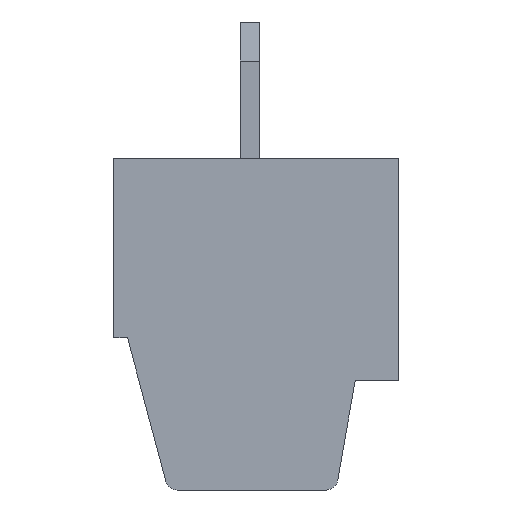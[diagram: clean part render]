
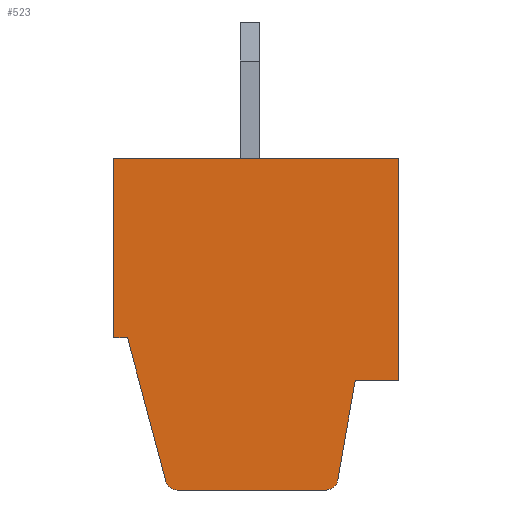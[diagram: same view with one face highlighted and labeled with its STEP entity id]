
A CAD part, left-side view. The second image highlights one B-rep face of the part: STEP entity #523.
In plain terms, the highlighted planar face has unit normal (-1, 0, 0).
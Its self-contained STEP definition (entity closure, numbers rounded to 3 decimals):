
#523 = ADVANCED_FACE( '', ( #1342 ), #1343, .T. );
#1342 = FACE_OUTER_BOUND( '', #2529, .T. );
#1343 = PLANE( '', #2530 );
#2529 = EDGE_LOOP( '', ( #4061, #4062, #4063, #4064, #4065, #4066, #4067, #4068, #4069, #4070 ) );
#2530 = AXIS2_PLACEMENT_3D( '', #4071, #4072, #4073 );
#4061 = ORIENTED_EDGE( '', *, *, #6738, .T. );
#4062 = ORIENTED_EDGE( '', *, *, #6492, .T. );
#4063 = ORIENTED_EDGE( '', *, *, #6739, .T. );
#4064 = ORIENTED_EDGE( '', *, *, #6740, .T. );
#4065 = ORIENTED_EDGE( '', *, *, #6741, .T. );
#4066 = ORIENTED_EDGE( '', *, *, #6482, .T. );
#4067 = ORIENTED_EDGE( '', *, *, #6742, .T. );
#4068 = ORIENTED_EDGE( '', *, *, #6743, .T. );
#4069 = ORIENTED_EDGE( '', *, *, #6744, .T. );
#4070 = ORIENTED_EDGE( '', *, *, #6745, .T. );
#4071 = CARTESIAN_POINT( '', ( 165.647, 244.734, -4.2 ) );
#4072 = DIRECTION( '', ( -1., 0., 0. ) );
#4073 = DIRECTION( '', ( 0., -1., 0. ) );
#6482 = EDGE_CURVE( '', #7663, #7665, #7667, .T. );
#6492 = EDGE_CURVE( '', #7679, #7681, #7683, .T. );
#6738 = EDGE_CURVE( '', #8098, #7679, #8099, .T. );
#6739 = EDGE_CURVE( '', #7681, #8100, #8101, .T. );
#6740 = EDGE_CURVE( '', #8100, #8102, #8103, .T. );
#6741 = EDGE_CURVE( '', #8102, #7663, #8104, .T. );
#6742 = EDGE_CURVE( '', #7665, #8105, #8106, .T. );
#6743 = EDGE_CURVE( '', #8105, #8107, #8108, .T. );
#6744 = EDGE_CURVE( '', #8107, #8109, #8110, .T. );
#6745 = EDGE_CURVE( '', #8109, #8098, #8111, .T. );
#7663 = VERTEX_POINT( '', #9355 );
#7665 = VERTEX_POINT( '', #9358 );
#7667 = LINE( '', #9361, #9362 );
#7679 = VERTEX_POINT( '', #9375 );
#7681 = VERTEX_POINT( '', #9378 );
#7683 = CIRCLE( '', #9381, 0.3 );
#8098 = VERTEX_POINT( '', #9946 );
#8099 = LINE( '', #9947, #9948 );
#8100 = VERTEX_POINT( '', #9949 );
#8101 = LINE( '', #9950, #9951 );
#8102 = VERTEX_POINT( '', #9952 );
#8103 = CIRCLE( '', #9953, 0.3 );
#8104 = LINE( '', #9954, #9955 );
#8105 = VERTEX_POINT( '', #9956 );
#8106 = LINE( '', #9957, #9958 );
#8107 = VERTEX_POINT( '', #9959 );
#8108 = LINE( '', #9960, #9961 );
#8109 = VERTEX_POINT( '', #9962 );
#8110 = LINE( '', #9963, #9964 );
#8111 = LINE( '', #9965, #9966 );
#9355 = CARTESIAN_POINT( '', ( 165.647, 238.541, -5.7 ) );
#9358 = CARTESIAN_POINT( '', ( 165.647, 237.434, -5.7 ) );
#9361 = CARTESIAN_POINT( '', ( 165.647, 237.434, -5.7 ) );
#9362 = VECTOR( '', #11500, 1000. );
#9375 = CARTESIAN_POINT( '', ( 165.647, 243.394, -8.278 ) );
#9378 = CARTESIAN_POINT( '', ( 165.647, 243.104, -8.5 ) );
#9381 = AXIS2_PLACEMENT_3D( '', #11513, #11514, #11515 );
#9946 = CARTESIAN_POINT( '', ( 165.647, 244.379, -4.6 ) );
#9947 = CARTESIAN_POINT( '', ( 165.647, 243.394, -8.278 ) );
#9948 = VECTOR( '', #11783, 1000. );
#9949 = CARTESIAN_POINT( '', ( 165.647, 239.286, -8.5 ) );
#9950 = CARTESIAN_POINT( '', ( 165.647, 239.286, -8.5 ) );
#9951 = VECTOR( '', #11784, 1000. );
#9952 = CARTESIAN_POINT( '', ( 165.647, 238.991, -8.252 ) );
#9953 = AXIS2_PLACEMENT_3D( '', #11785, #11786, #11787 );
#9954 = CARTESIAN_POINT( '', ( 165.647, 238.541, -5.7 ) );
#9955 = VECTOR( '', #11788, 1000. );
#9956 = CARTESIAN_POINT( '', ( 165.647, 237.434, 0. ) );
#9957 = CARTESIAN_POINT( '', ( 165.647, 237.434, 0. ) );
#9958 = VECTOR( '', #11789, 1000. );
#9959 = CARTESIAN_POINT( '', ( 165.647, 244.734, 0. ) );
#9960 = CARTESIAN_POINT( '', ( 165.647, 244.734, 0. ) );
#9961 = VECTOR( '', #11790, 1000. );
#9962 = CARTESIAN_POINT( '', ( 165.647, 244.734, -4.6 ) );
#9963 = CARTESIAN_POINT( '', ( 165.647, 244.734, -4.6 ) );
#9964 = VECTOR( '', #11791, 1000. );
#9965 = CARTESIAN_POINT( '', ( 165.647, 244.379, -4.6 ) );
#9966 = VECTOR( '', #11792, 1000. );
#11500 = DIRECTION( '', ( 0., -1., 0. ) );
#11513 = CARTESIAN_POINT( '', ( 165.647, 243.104, -8.2 ) );
#11514 = DIRECTION( '', ( -1., 0., 0. ) );
#11515 = DIRECTION( '', ( 0., -1., 0. ) );
#11783 = DIRECTION( '', ( 0., -0.259, -0.966 ) );
#11784 = DIRECTION( '', ( 0., -1., 0. ) );
#11785 = CARTESIAN_POINT( '', ( 165.647, 239.286, -8.2 ) );
#11786 = DIRECTION( '', ( -1., 0., 0. ) );
#11787 = DIRECTION( '', ( 0., -1., 0. ) );
#11788 = DIRECTION( '', ( 0., -0.174, 0.985 ) );
#11789 = DIRECTION( '', ( 0., 0., 1. ) );
#11790 = DIRECTION( '', ( 0., 1., 0. ) );
#11791 = DIRECTION( '', ( 0., 0., -1. ) );
#11792 = DIRECTION( '', ( 0., -1., 0. ) );
